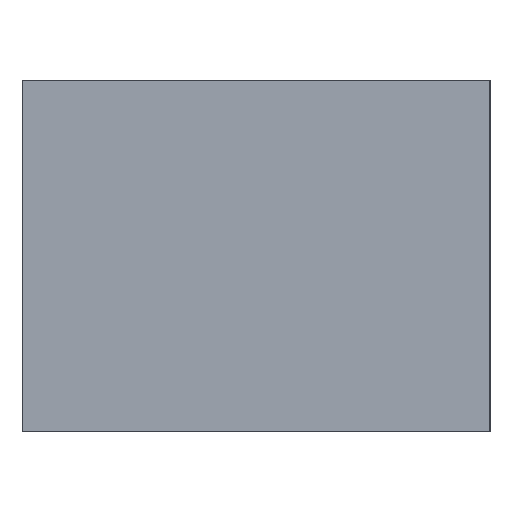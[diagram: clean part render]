
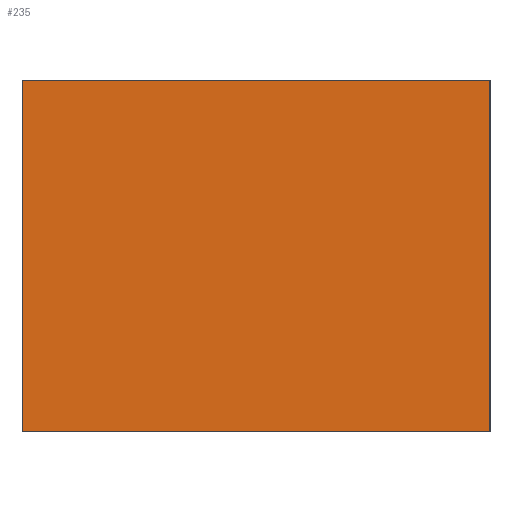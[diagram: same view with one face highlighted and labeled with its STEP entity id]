
A CAD part, left-side view. The second image highlights one B-rep face of the part: STEP entity #235.
In plain terms, the highlighted planar face has unit normal (-1, 0, 0).
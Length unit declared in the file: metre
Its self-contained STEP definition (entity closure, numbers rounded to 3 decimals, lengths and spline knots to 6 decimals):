
#17=LINE('',#443,#29);
#19=LINE('',#447,#31);
#20=LINE('',#449,#32);
#21=LINE('',#451,#33);
#29=VECTOR('',#303,1.);
#31=VECTOR('',#307,1.);
#32=VECTOR('',#308,1.);
#33=VECTOR('',#309,1.);
#38=PLANE('',#265);
#64=ORIENTED_EDGE('',*,*,#113,.F.);
#65=ORIENTED_EDGE('',*,*,#114,.F.);
#66=ORIENTED_EDGE('',*,*,#115,.T.);
#67=ORIENTED_EDGE('',*,*,#111,.T.);
#111=EDGE_CURVE('',#137,#136,#17,.T.);
#113=EDGE_CURVE('',#138,#136,#19,.T.);
#114=EDGE_CURVE('',#139,#138,#20,.T.);
#115=EDGE_CURVE('',#139,#137,#21,.T.);
#136=VERTEX_POINT('',#442);
#137=VERTEX_POINT('',#444);
#138=VERTEX_POINT('',#448);
#139=VERTEX_POINT('',#450);
#168=EDGE_LOOP('',(#64,#65,#66,#67));
#202=FACE_BOUND('',#168,.T.);
#235=ADVANCED_FACE('',(#202),#38,.T.);
#265=AXIS2_PLACEMENT_3D('',#446,#305,#306);
#303=DIRECTION('',(0.,0.,-1.));
#305=DIRECTION('',(-1.,0.,0.));
#306=DIRECTION('',(0.,0.,1.));
#307=DIRECTION('',(0.,1.,0.));
#308=DIRECTION('',(0.,0.,-1.));
#309=DIRECTION('',(0.,1.,0.));
#442=CARTESIAN_POINT('',(-0.021,0.01,0.));
#443=CARTESIAN_POINT('',(-0.021,0.01,0.015));
#444=CARTESIAN_POINT('',(-0.021,0.01,0.015));
#446=CARTESIAN_POINT('',(-0.021,0.,0.015));
#447=CARTESIAN_POINT('',(-0.021,0.,0.));
#448=CARTESIAN_POINT('',(-0.021,-0.01,0.));
#449=CARTESIAN_POINT('',(-0.021,-0.01,0.015));
#450=CARTESIAN_POINT('',(-0.021,-0.01,0.015));
#451=CARTESIAN_POINT('',(-0.021,0.,0.015));
